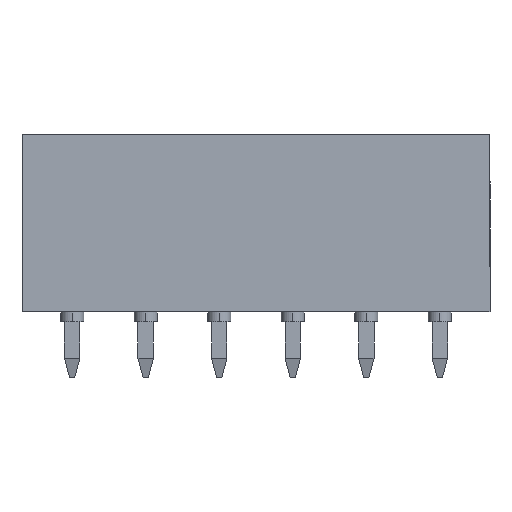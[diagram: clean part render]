
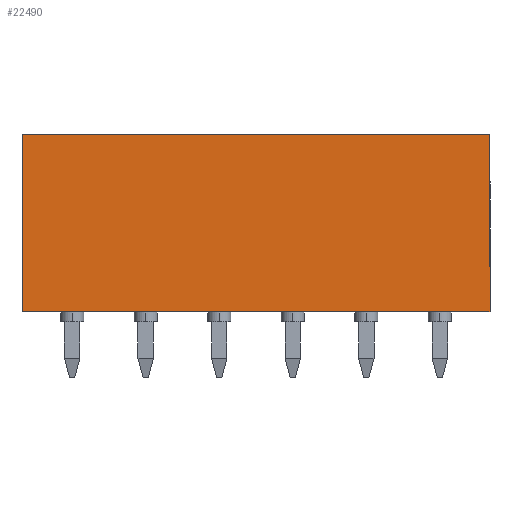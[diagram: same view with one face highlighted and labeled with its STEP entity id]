
A CAD part, front view. The second image highlights one B-rep face of the part: STEP entity #22490.
In plain terms, the highlighted planar face has unit normal (0, -1, 0).
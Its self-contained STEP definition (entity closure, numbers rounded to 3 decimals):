
#656 = PLANE('',#657);
#657 = AXIS2_PLACEMENT_3D('',#658,#659,#660);
#658 = CARTESIAN_POINT('',(0.,5.25,-15.24));
#659 = DIRECTION('',(-1.,0.,0.));
#660 = DIRECTION('',(0.,1.,0.));
#1669 = PLANE('',#1670);
#1670 = AXIS2_PLACEMENT_3D('',#1671,#1672,#1673);
#1671 = CARTESIAN_POINT('',(9.2,7.,-13.135));
#1672 = DIRECTION('',(1.,0.,-0.));
#1673 = DIRECTION('',(0.,0.,1.));
#4378 = PLANE('',#4379);
#4379 = AXIS2_PLACEMENT_3D('',#4380,#4381,#4382);
#4380 = CARTESIAN_POINT('',(0.,0.,2.6));
#4381 = DIRECTION('',(0.,0.,1.));
#4382 = DIRECTION('',(1.,0.,-0.));
#9427 = PLANE('',#9428);
#9428 = AXIS2_PLACEMENT_3D('',#9429,#9430,#9431);
#9429 = CARTESIAN_POINT('',(0.,0.,-21.65));
#9430 = DIRECTION('',(0.,0.,1.));
#9431 = DIRECTION('',(1.,0.,-0.));
#22490 = ADVANCED_FACE('',(#22491),#22505,.T.);
#22491 = FACE_BOUND('',#22492,.T.);
#22492 = EDGE_LOOP('',(#22493,#22523,#22546,#22569));
#22493 = ORIENTED_EDGE('',*,*,#22494,.T.);
#22494 = EDGE_CURVE('',#22495,#22497,#22499,.T.);
#22495 = VERTEX_POINT('',#22496);
#22496 = CARTESIAN_POINT('',(0.,0.,2.6));
#22497 = VERTEX_POINT('',#22498);
#22498 = CARTESIAN_POINT('',(0.,0.,-21.65));
#22499 = SURFACE_CURVE('',#22500,(#22504,#22516),.PCURVE_S1.);
#22500 = LINE('',#22501,#22502);
#22501 = CARTESIAN_POINT('',(0.,0.,0.));
#22502 = VECTOR('',#22503,1.);
#22503 = DIRECTION('',(0.,0.,-1.));
#22504 = PCURVE('',#22505,#22510);
#22505 = PLANE('',#22506);
#22506 = AXIS2_PLACEMENT_3D('',#22507,#22508,#22509);
#22507 = CARTESIAN_POINT('',(3.1,0.,-15.24));
#22508 = DIRECTION('',(0.,-1.,0.));
#22509 = DIRECTION('',(-1.,0.,0.));
#22510 = DEFINITIONAL_REPRESENTATION('',(#22511),#22515);
#22511 = LINE('',#22512,#22513);
#22512 = CARTESIAN_POINT('',(3.1,-15.24));
#22513 = VECTOR('',#22514,1.);
#22514 = DIRECTION('',(-0.,1.));
#22515 = ( GEOMETRIC_REPRESENTATION_CONTEXT(2) 
PARAMETRIC_REPRESENTATION_CONTEXT() REPRESENTATION_CONTEXT('2D SPACE',''
  ) );
#22516 = PCURVE('',#656,#22517);
#22517 = DEFINITIONAL_REPRESENTATION('',(#22518),#22522);
#22518 = LINE('',#22519,#22520);
#22519 = CARTESIAN_POINT('',(-5.25,-15.24));
#22520 = VECTOR('',#22521,1.);
#22521 = DIRECTION('',(0.,1.));
#22522 = ( GEOMETRIC_REPRESENTATION_CONTEXT(2) 
PARAMETRIC_REPRESENTATION_CONTEXT() REPRESENTATION_CONTEXT('2D SPACE',''
  ) );
#22523 = ORIENTED_EDGE('',*,*,#22524,.T.);
#22524 = EDGE_CURVE('',#22497,#22525,#22527,.T.);
#22525 = VERTEX_POINT('',#22526);
#22526 = CARTESIAN_POINT('',(9.2,0.,-21.65));
#22527 = SURFACE_CURVE('',#22528,(#22532,#22539),.PCURVE_S1.);
#22528 = LINE('',#22529,#22530);
#22529 = CARTESIAN_POINT('',(0.,0.,-21.65));
#22530 = VECTOR('',#22531,1.);
#22531 = DIRECTION('',(1.,0.,0.));
#22532 = PCURVE('',#22505,#22533);
#22533 = DEFINITIONAL_REPRESENTATION('',(#22534),#22538);
#22534 = LINE('',#22535,#22536);
#22535 = CARTESIAN_POINT('',(3.1,6.41));
#22536 = VECTOR('',#22537,1.);
#22537 = DIRECTION('',(-1.,0.));
#22538 = ( GEOMETRIC_REPRESENTATION_CONTEXT(2) 
PARAMETRIC_REPRESENTATION_CONTEXT() REPRESENTATION_CONTEXT('2D SPACE',''
  ) );
#22539 = PCURVE('',#9427,#22540);
#22540 = DEFINITIONAL_REPRESENTATION('',(#22541),#22545);
#22541 = LINE('',#22542,#22543);
#22542 = CARTESIAN_POINT('',(0.,0.));
#22543 = VECTOR('',#22544,1.);
#22544 = DIRECTION('',(1.,0.));
#22545 = ( GEOMETRIC_REPRESENTATION_CONTEXT(2) 
PARAMETRIC_REPRESENTATION_CONTEXT() REPRESENTATION_CONTEXT('2D SPACE',''
  ) );
#22546 = ORIENTED_EDGE('',*,*,#22547,.T.);
#22547 = EDGE_CURVE('',#22525,#22548,#22550,.T.);
#22548 = VERTEX_POINT('',#22549);
#22549 = CARTESIAN_POINT('',(9.2,0.,2.6));
#22550 = SURFACE_CURVE('',#22551,(#22555,#22562),.PCURVE_S1.);
#22551 = LINE('',#22552,#22553);
#22552 = CARTESIAN_POINT('',(9.2,0.,0.));
#22553 = VECTOR('',#22554,1.);
#22554 = DIRECTION('',(0.,0.,1.));
#22555 = PCURVE('',#22505,#22556);
#22556 = DEFINITIONAL_REPRESENTATION('',(#22557),#22561);
#22557 = LINE('',#22558,#22559);
#22558 = CARTESIAN_POINT('',(-6.1,-15.24));
#22559 = VECTOR('',#22560,1.);
#22560 = DIRECTION('',(0.,-1.));
#22561 = ( GEOMETRIC_REPRESENTATION_CONTEXT(2) 
PARAMETRIC_REPRESENTATION_CONTEXT() REPRESENTATION_CONTEXT('2D SPACE',''
  ) );
#22562 = PCURVE('',#1669,#22563);
#22563 = DEFINITIONAL_REPRESENTATION('',(#22564),#22568);
#22564 = LINE('',#22565,#22566);
#22565 = CARTESIAN_POINT('',(13.135,7.));
#22566 = VECTOR('',#22567,1.);
#22567 = DIRECTION('',(1.,0.));
#22568 = ( GEOMETRIC_REPRESENTATION_CONTEXT(2) 
PARAMETRIC_REPRESENTATION_CONTEXT() REPRESENTATION_CONTEXT('2D SPACE',''
  ) );
#22569 = ORIENTED_EDGE('',*,*,#22570,.F.);
#22570 = EDGE_CURVE('',#22495,#22548,#22571,.T.);
#22571 = SURFACE_CURVE('',#22572,(#22576,#22583),.PCURVE_S1.);
#22572 = LINE('',#22573,#22574);
#22573 = CARTESIAN_POINT('',(0.,0.,2.6));
#22574 = VECTOR('',#22575,1.);
#22575 = DIRECTION('',(1.,0.,0.));
#22576 = PCURVE('',#22505,#22577);
#22577 = DEFINITIONAL_REPRESENTATION('',(#22578),#22582);
#22578 = LINE('',#22579,#22580);
#22579 = CARTESIAN_POINT('',(3.1,-17.84));
#22580 = VECTOR('',#22581,1.);
#22581 = DIRECTION('',(-1.,0.));
#22582 = ( GEOMETRIC_REPRESENTATION_CONTEXT(2) 
PARAMETRIC_REPRESENTATION_CONTEXT() REPRESENTATION_CONTEXT('2D SPACE',''
  ) );
#22583 = PCURVE('',#4378,#22584);
#22584 = DEFINITIONAL_REPRESENTATION('',(#22585),#22589);
#22585 = LINE('',#22586,#22587);
#22586 = CARTESIAN_POINT('',(0.,0.));
#22587 = VECTOR('',#22588,1.);
#22588 = DIRECTION('',(1.,0.));
#22589 = ( GEOMETRIC_REPRESENTATION_CONTEXT(2) 
PARAMETRIC_REPRESENTATION_CONTEXT() REPRESENTATION_CONTEXT('2D SPACE',''
  ) );
